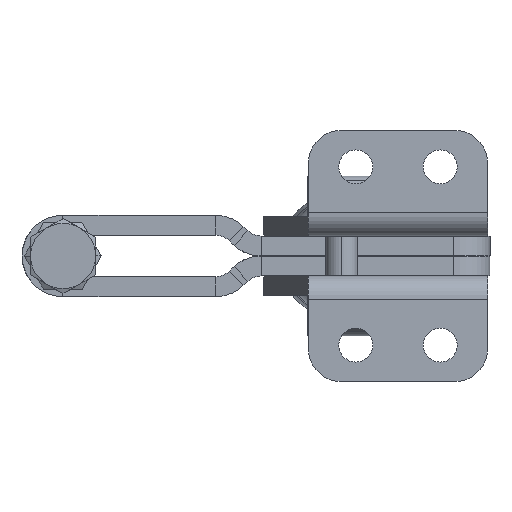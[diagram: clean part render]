
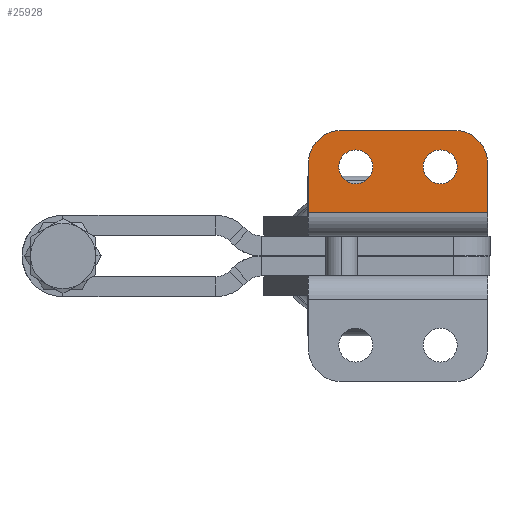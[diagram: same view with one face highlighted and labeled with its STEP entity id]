
A CAD part, front view. The second image highlights one B-rep face of the part: STEP entity #25928.
In plain terms, the highlighted planar face has unit normal (0, -1, 0).
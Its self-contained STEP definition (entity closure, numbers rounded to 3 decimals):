
#1300 = VERTEX_POINT ( 'NONE', #13853 ) ;
#1304 = VERTEX_POINT ( 'NONE', #13846 ) ;
#1308 = VERTEX_POINT ( 'NONE', #13838 ) ;
#1310 = VERTEX_POINT ( 'NONE', #13835 ) ;
#1311 = VERTEX_POINT ( 'NONE', #13833 ) ;
#1312 = VERTEX_POINT ( 'NONE', #13830 ) ;
#2323 = AXIS2_PLACEMENT_3D ( 'NONE', #21128, #21129, #21130 ) ;
#2324 = AXIS2_PLACEMENT_3D ( 'NONE', #21132, #21133, #21134 ) ;
#2325 = AXIS2_PLACEMENT_3D ( 'NONE', #21138, #21139, #21140 ) ;
#2326 = AXIS2_PLACEMENT_3D ( 'NONE', #21141, #21142, #21143 ) ;
#2646 = AXIS2_PLACEMENT_3D ( 'NONE', #16424, #16425, #16426 ) ;
#2648 = AXIS2_PLACEMENT_3D ( 'NONE', #16434, #16435, #16436 ) ;
#2719 = AXIS2_PLACEMENT_3D ( 'NONE', #9910, #9908, #9913 ) ;
#4843 = LINE ( 'NONE', #21120, #4845 ) ;
#4844 = CIRCLE ( 'NONE', #2324, 2.55 ) ;
#4845 = VECTOR ( 'NONE', #21116, 1000. ) ;
#4846 = CIRCLE ( 'NONE', #2323, 2.55 ) ;
#4848 = LINE ( 'NONE', #21131, #4851 ) ;
#4849 = CIRCLE ( 'NONE', #2325, 5. ) ;
#4851 = VECTOR ( 'NONE', #21127, 1000. ) ;
#4852 = LINE ( 'NONE', #21135, #4854 ) ;
#4853 = CIRCLE ( 'NONE', #2326, 5. ) ;
#4854 = VECTOR ( 'NONE', #21125, 1000. ) ;
#4855 = LINE ( 'NONE', #21136, #4857 ) ;
#4857 = VECTOR ( 'NONE', #21137, 1000. ) ;
#5578 = EDGE_CURVE ( 'NONE', #1308, #1300, #4843, .T. ) ;
#5580 = EDGE_CURVE ( 'NONE', #25438, #25434, #4846, .T. ) ;
#5581 = EDGE_CURVE ( 'NONE', #25446, #25440, #4844, .T. ) ;
#5582 = EDGE_CURVE ( 'NONE', #1308, #1304, #4848, .T. ) ;
#5583 = EDGE_CURVE ( 'NONE', #1304, #1310, #4849, .T. ) ;
#5584 = EDGE_CURVE ( 'NONE', #1310, #1311, #4852, .T. ) ;
#5585 = EDGE_CURVE ( 'NONE', #1311, #1312, #4853, .T. ) ;
#5586 = EDGE_CURVE ( 'NONE', #1312, #1300, #4855, .T. ) ;
#9728 = CARTESIAN_POINT ( 'NONE',  ( 19.85, 10.4, 12.95 ) ) ;
#9730 = CARTESIAN_POINT ( 'NONE',  ( 19.85, 10.4, 7.85 ) ) ;
#9731 = CARTESIAN_POINT ( 'NONE',  ( 7.15, 10.4, 12.95 ) ) ;
#9733 = CARTESIAN_POINT ( 'NONE',  ( 7.15, 10.4, 7.85 ) ) ;
#9908 = DIRECTION ( 'NONE',  ( 0., 1., 0. ) ) ;
#9910 = CARTESIAN_POINT ( 'NONE',  ( 22., 10.4, 10.9 ) ) ;
#9911 = PLANE ( 'NONE',  #2719 ) ;
#9913 = DIRECTION ( 'NONE',  ( 0., 0., 1. ) ) ;
#10434 = FACE_BOUND ( 'NONE', #25889, .T. ) ;
#10436 = FACE_OUTER_BOUND ( 'NONE', #25920, .T. ) ;
#10440 = FACE_BOUND ( 'NONE', #25898, .T. ) ;
#11632 = EDGE_CURVE ( 'NONE', #25434, #25438, #19617, .T. ) ;
#11636 = EDGE_CURVE ( 'NONE', #25440, #25446, #19626, .T. ) ;
#13830 = CARTESIAN_POINT ( 'NONE',  ( 0., 10.4, 10.9 ) ) ;
#13833 = CARTESIAN_POINT ( 'NONE',  ( 5., 10.4, 15.9 ) ) ;
#13835 = CARTESIAN_POINT ( 'NONE',  ( 22., 10.4, 15.9 ) ) ;
#13838 = CARTESIAN_POINT ( 'NONE',  ( 27., 10.4, 3.5 ) ) ;
#13846 = CARTESIAN_POINT ( 'NONE',  ( 27., 10.4, 10.9 ) ) ;
#13853 = CARTESIAN_POINT ( 'NONE',  ( 0., 10.4, 3.5 ) ) ;
#16424 = CARTESIAN_POINT ( 'NONE',  ( 19.85, 10.4, 10.4 ) ) ;
#16425 = DIRECTION ( 'NONE',  ( 0., -1., 0. ) ) ;
#16426 = DIRECTION ( 'NONE',  ( 0., 0., -1. ) ) ;
#16434 = CARTESIAN_POINT ( 'NONE',  ( 7.15, 10.4, 10.4 ) ) ;
#16435 = DIRECTION ( 'NONE',  ( 0., -1., 0. ) ) ;
#16436 = DIRECTION ( 'NONE',  ( 0., 0., -1. ) ) ;
#19069 = ORIENTED_EDGE ( 'NONE', *, *, #11632, .F. ) ;
#19070 = ORIENTED_EDGE ( 'NONE', *, *, #5580, .F. ) ;
#19071 = ORIENTED_EDGE ( 'NONE', *, *, #11636, .F. ) ;
#19072 = ORIENTED_EDGE ( 'NONE', *, *, #5581, .F. ) ;
#19073 = ORIENTED_EDGE ( 'NONE', *, *, #5578, .F. ) ;
#19074 = ORIENTED_EDGE ( 'NONE', *, *, #5582, .T. ) ;
#19075 = ORIENTED_EDGE ( 'NONE', *, *, #5583, .T. ) ;
#19076 = ORIENTED_EDGE ( 'NONE', *, *, #5584, .T. ) ;
#19077 = ORIENTED_EDGE ( 'NONE', *, *, #5585, .T. ) ;
#19078 = ORIENTED_EDGE ( 'NONE', *, *, #5586, .T. ) ;
#19617 = CIRCLE ( 'NONE', #2646, 2.55 ) ;
#19626 = CIRCLE ( 'NONE', #2648, 2.55 ) ;
#21116 = DIRECTION ( 'NONE',  ( -1., 0., 0. ) ) ;
#21120 = CARTESIAN_POINT ( 'NONE',  ( 22., 10.4, 3.5 ) ) ;
#21125 = DIRECTION ( 'NONE',  ( -1., 0., 0. ) ) ;
#21127 = DIRECTION ( 'NONE',  ( 0., 0., 1. ) ) ;
#21128 = CARTESIAN_POINT ( 'NONE',  ( 19.85, 10.4, 10.4 ) ) ;
#21129 = DIRECTION ( 'NONE',  ( 0., -1., 0. ) ) ;
#21130 = DIRECTION ( 'NONE',  ( 0., 0., -1. ) ) ;
#21131 = CARTESIAN_POINT ( 'NONE',  ( 27., 10.4, 10.9 ) ) ;
#21132 = CARTESIAN_POINT ( 'NONE',  ( 7.15, 10.4, 10.4 ) ) ;
#21133 = DIRECTION ( 'NONE',  ( 0., -1., 0. ) ) ;
#21134 = DIRECTION ( 'NONE',  ( 0., 0., -1. ) ) ;
#21135 = CARTESIAN_POINT ( 'NONE',  ( 5., 10.4, 15.9 ) ) ;
#21136 = CARTESIAN_POINT ( 'NONE',  ( 0., 10.4, 3. ) ) ;
#21137 = DIRECTION ( 'NONE',  ( 0., 0., -1. ) ) ;
#21138 = CARTESIAN_POINT ( 'NONE',  ( 22., 10.4, 10.9 ) ) ;
#21139 = DIRECTION ( 'NONE',  ( 0., -1., 0. ) ) ;
#21140 = DIRECTION ( 'NONE',  ( 0., 0., 1. ) ) ;
#21141 = CARTESIAN_POINT ( 'NONE',  ( 5., 10.4, 10.9 ) ) ;
#21142 = DIRECTION ( 'NONE',  ( 0., -1., 0. ) ) ;
#21143 = DIRECTION ( 'NONE',  ( 0., 0., 1. ) ) ;
#25434 = VERTEX_POINT ( 'NONE', #9728 ) ;
#25438 = VERTEX_POINT ( 'NONE', #9730 ) ;
#25440 = VERTEX_POINT ( 'NONE', #9731 ) ;
#25446 = VERTEX_POINT ( 'NONE', #9733 ) ;
#25889 = EDGE_LOOP ( 'NONE', ( #19069, #19070 ) ) ;
#25898 = EDGE_LOOP ( 'NONE', ( #19071, #19072 ) ) ;
#25920 = EDGE_LOOP ( 'NONE', ( #19073, #19074, #19075, #19076, #19077, #19078 ) ) ;
#25928 = ADVANCED_FACE ( 'NONE', ( #10434, #10440, #10436 ), #9911, .F. ) ;
